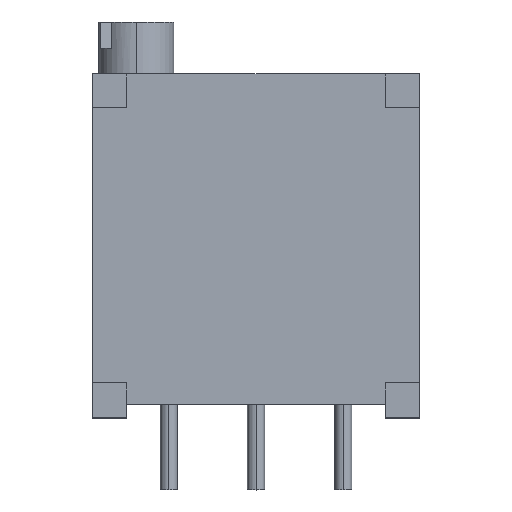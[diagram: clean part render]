
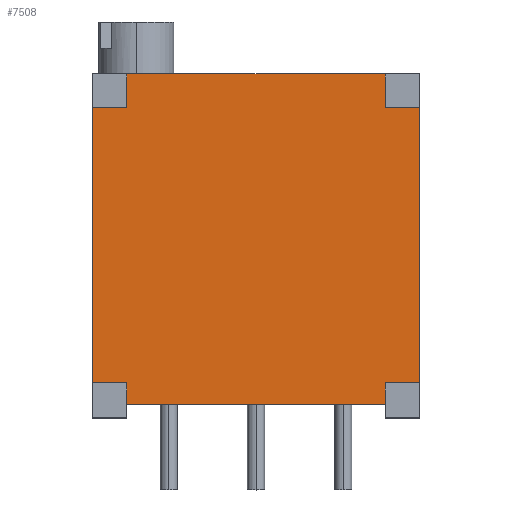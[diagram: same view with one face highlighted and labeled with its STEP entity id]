
A CAD part, top view. The second image highlights one B-rep face of the part: STEP entity #7508.
In plain terms, the highlighted planar face has unit normal (0, 0, 1).
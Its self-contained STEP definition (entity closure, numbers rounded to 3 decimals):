
#46 = LINE ( 'NONE', #674, #330 ) ;
#324 = VECTOR ( 'NONE', #5292, 1000. ) ;
#330 = VECTOR ( 'NONE', #3093, 1000. ) ;
#351 = EDGE_CURVE ( 'NONE', #354, #2212, #589, .T. ) ;
#354 = VERTEX_POINT ( 'NONE', #9638 ) ;
#424 = EDGE_CURVE ( 'NONE', #543, #6335, #46, .T. ) ;
#543 = VERTEX_POINT ( 'NONE', #3773 ) ;
#544 = CARTESIAN_POINT ( 'NONE',  ( -3.765, 10.03, 2. ) ) ;
#555 = LINE ( 'NONE', #3348, #6929 ) ;
#589 = LINE ( 'NONE', #9672, #7719 ) ;
#674 = CARTESIAN_POINT ( 'NONE',  ( 3.765, 9.05, 2. ) ) ;
#679 = CARTESIAN_POINT ( 'NONE',  ( -4.765, 1.02, 2. ) ) ;
#1048 = EDGE_CURVE ( 'NONE', #3708, #8630, #4469, .T. ) ;
#1053 = DIRECTION ( 'NONE',  ( 0., -1., 0. ) ) ;
#1069 = VECTOR ( 'NONE', #9547, 1000. ) ;
#1076 = LINE ( 'NONE', #4254, #5060 ) ;
#1319 = EDGE_CURVE ( 'NONE', #5799, #2437, #7436, .T. ) ;
#1340 = PLANE ( 'NONE',  #2938 ) ;
#1369 = LINE ( 'NONE', #1841, #10089 ) ;
#1400 = EDGE_CURVE ( 'NONE', #1491, #3708, #555, .T. ) ;
#1491 = VERTEX_POINT ( 'NONE', #5760 ) ;
#1579 = VECTOR ( 'NONE', #10134, 1000. ) ;
#1747 = DIRECTION ( 'NONE',  ( -1., 0., 0. ) ) ;
#1819 = ORIENTED_EDGE ( 'NONE', *, *, #1319, .T. ) ;
#1841 = CARTESIAN_POINT ( 'NONE',  ( 3.765, 0.4, 2. ) ) ;
#2174 = DIRECTION ( 'NONE',  ( 0., 0., 1. ) ) ;
#2212 = VERTEX_POINT ( 'NONE', #2967 ) ;
#2357 = CARTESIAN_POINT ( 'NONE',  ( -4.765, 10.03, 2. ) ) ;
#2394 = EDGE_CURVE ( 'NONE', #8630, #6928, #8460, .T. ) ;
#2437 = VERTEX_POINT ( 'NONE', #6722 ) ;
#2517 = LINE ( 'NONE', #5369, #324 ) ;
#2633 = CARTESIAN_POINT ( 'NONE',  ( 3.765, 10.03, 2. ) ) ;
#2818 = ORIENTED_EDGE ( 'NONE', *, *, #2945, .T. ) ;
#2905 = ORIENTED_EDGE ( 'NONE', *, *, #1048, .T. ) ;
#2938 = AXIS2_PLACEMENT_3D ( 'NONE', #3693, #2174, #7714 ) ;
#2945 = EDGE_CURVE ( 'NONE', #5872, #5799, #5317, .T. ) ;
#2967 = CARTESIAN_POINT ( 'NONE',  ( -4.765, 9.05, 2. ) ) ;
#3093 = DIRECTION ( 'NONE',  ( 0., 1., 0. ) ) ;
#3111 = ORIENTED_EDGE ( 'NONE', *, *, #3522, .T. ) ;
#3348 = CARTESIAN_POINT ( 'NONE',  ( 3.765, 0.4, 2. ) ) ;
#3427 = DIRECTION ( 'NONE',  ( 1., 0., 0. ) ) ;
#3522 = EDGE_CURVE ( 'NONE', #9046, #354, #1076, .T. ) ;
#3693 = CARTESIAN_POINT ( 'NONE',  ( 0., 0., 2. ) ) ;
#3708 = VERTEX_POINT ( 'NONE', #7795 ) ;
#3747 = CARTESIAN_POINT ( 'NONE',  ( -4.765, 1.02, 2. ) ) ;
#3773 = CARTESIAN_POINT ( 'NONE',  ( 3.765, 9.05, 2. ) ) ;
#3782 = EDGE_CURVE ( 'NONE', #9046, #6335, #6180, .T. ) ;
#3936 = ORIENTED_EDGE ( 'NONE', *, *, #7778, .T. ) ;
#3998 = ORIENTED_EDGE ( 'NONE', *, *, #424, .T. ) ;
#4123 = FACE_OUTER_BOUND ( 'NONE', #6206, .T. ) ;
#4142 = EDGE_CURVE ( 'NONE', #6928, #543, #7933, .T. ) ;
#4195 = CARTESIAN_POINT ( 'NONE',  ( 4.765, 1.02, 2. ) ) ;
#4254 = CARTESIAN_POINT ( 'NONE',  ( -3.765, 9.05, 2. ) ) ;
#4469 = LINE ( 'NONE', #7565, #10289 ) ;
#4979 = DIRECTION ( 'NONE',  ( 0., 1., 0. ) ) ;
#5037 = ORIENTED_EDGE ( 'NONE', *, *, #9866, .T. ) ;
#5060 = VECTOR ( 'NONE', #1053, 1000. ) ;
#5213 = CARTESIAN_POINT ( 'NONE',  ( -3.765, 1.02, 2. ) ) ;
#5230 = ORIENTED_EDGE ( 'NONE', *, *, #351, .T. ) ;
#5292 = DIRECTION ( 'NONE',  ( 0., -1., 0. ) ) ;
#5317 = LINE ( 'NONE', #679, #9830 ) ;
#5369 = CARTESIAN_POINT ( 'NONE',  ( -4.765, 9.05, 2. ) ) ;
#5760 = CARTESIAN_POINT ( 'NONE',  ( 3.765, 0.4, 2. ) ) ;
#5799 = VERTEX_POINT ( 'NONE', #5213 ) ;
#5872 = VERTEX_POINT ( 'NONE', #3747 ) ;
#5939 = VECTOR ( 'NONE', #9470, 1000. ) ;
#6146 = CARTESIAN_POINT ( 'NONE',  ( 4.765, 1.02, 2. ) ) ;
#6180 = LINE ( 'NONE', #2357, #5939 ) ;
#6206 = EDGE_LOOP ( 'NONE', ( #3111, #5230, #5037, #2818, #1819, #3936, #8344, #2905, #7112, #7172, #3998, #8156 ) ) ;
#6260 = DIRECTION ( 'NONE',  ( 1., 0., 0. ) ) ;
#6300 = VECTOR ( 'NONE', #4979, 1000. ) ;
#6335 = VERTEX_POINT ( 'NONE', #2633 ) ;
#6722 = CARTESIAN_POINT ( 'NONE',  ( -3.765, 0.4, 2. ) ) ;
#6925 = CARTESIAN_POINT ( 'NONE',  ( 3.765, 9.05, 2. ) ) ;
#6928 = VERTEX_POINT ( 'NONE', #9132 ) ;
#6929 = VECTOR ( 'NONE', #8123, 1000. ) ;
#7112 = ORIENTED_EDGE ( 'NONE', *, *, #2394, .T. ) ;
#7172 = ORIENTED_EDGE ( 'NONE', *, *, #4142, .T. ) ;
#7436 = LINE ( 'NONE', #9440, #1069 ) ;
#7508 = ADVANCED_FACE ( 'NONE', ( #4123 ), #1340, .T. ) ;
#7565 = CARTESIAN_POINT ( 'NONE',  ( 3.765, 1.02, 2. ) ) ;
#7714 = DIRECTION ( 'NONE',  ( 1., 0., 0. ) ) ;
#7719 = VECTOR ( 'NONE', #1747, 1000. ) ;
#7778 = EDGE_CURVE ( 'NONE', #2437, #1491, #1369, .T. ) ;
#7795 = CARTESIAN_POINT ( 'NONE',  ( 3.765, 1.02, 2. ) ) ;
#7933 = LINE ( 'NONE', #6925, #1579 ) ;
#8123 = DIRECTION ( 'NONE',  ( 0., 1., 0. ) ) ;
#8156 = ORIENTED_EDGE ( 'NONE', *, *, #3782, .F. ) ;
#8344 = ORIENTED_EDGE ( 'NONE', *, *, #1400, .T. ) ;
#8388 = DIRECTION ( 'NONE',  ( 1., 0., 0. ) ) ;
#8460 = LINE ( 'NONE', #4195, #6300 ) ;
#8630 = VERTEX_POINT ( 'NONE', #6146 ) ;
#9046 = VERTEX_POINT ( 'NONE', #544 ) ;
#9132 = CARTESIAN_POINT ( 'NONE',  ( 4.765, 9.05, 2. ) ) ;
#9440 = CARTESIAN_POINT ( 'NONE',  ( -3.765, 0.4, 2. ) ) ;
#9470 = DIRECTION ( 'NONE',  ( 1., 0., 0. ) ) ;
#9547 = DIRECTION ( 'NONE',  ( 0., -1., 0. ) ) ;
#9638 = CARTESIAN_POINT ( 'NONE',  ( -3.765, 9.05, 2. ) ) ;
#9672 = CARTESIAN_POINT ( 'NONE',  ( -4.765, 9.05, 2. ) ) ;
#9830 = VECTOR ( 'NONE', #6260, 1000. ) ;
#9866 = EDGE_CURVE ( 'NONE', #2212, #5872, #2517, .T. ) ;
#10089 = VECTOR ( 'NONE', #3427, 1000. ) ;
#10134 = DIRECTION ( 'NONE',  ( -1., 0., 0. ) ) ;
#10289 = VECTOR ( 'NONE', #8388, 1000. ) ;
